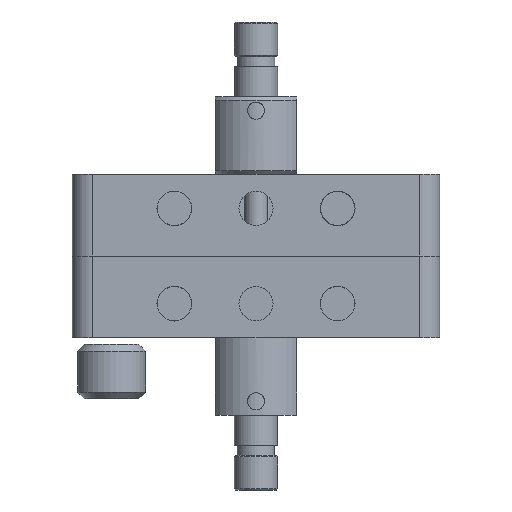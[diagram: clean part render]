
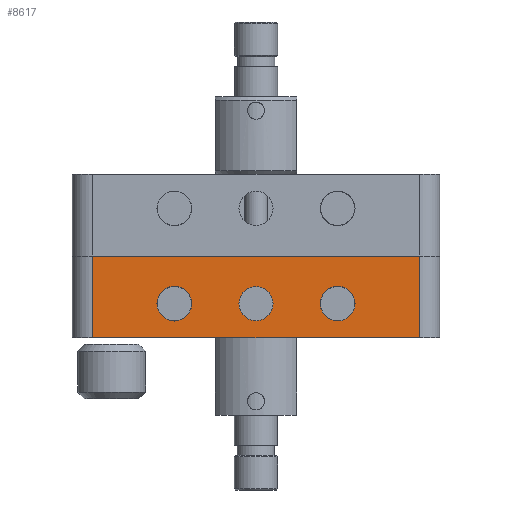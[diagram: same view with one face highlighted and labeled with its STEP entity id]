
A CAD part, front view. The second image highlights one B-rep face of the part: STEP entity #8617.
In plain terms, the highlighted planar face has unit normal (0, -1, 0).
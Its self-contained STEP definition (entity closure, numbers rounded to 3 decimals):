
#197 = PLANE ( 'NONE',  #15265 ) ;
#350 = LINE ( 'NONE', #13901, #8269 ) ;
#769 = CARTESIAN_POINT ( 'NONE',  ( -31.776, -25.133, 0. ) ) ;
#1012 = VERTEX_POINT ( 'NONE', #6604 ) ;
#1182 = ORIENTED_EDGE ( 'NONE', *, *, #13673, .T. ) ;
#1414 = ORIENTED_EDGE ( 'NONE', *, *, #16063, .F. ) ;
#1431 = CARTESIAN_POINT ( 'NONE',  ( -28.776, -25.133, 0. ) ) ;
#1504 = FACE_BOUND ( 'NONE', #7664, .T. ) ;
#1970 = CIRCLE ( 'NONE', #5038, 2.55 ) ;
#2056 = DIRECTION ( 'NONE',  ( 0., 0., 1. ) ) ;
#2458 = VERTEX_POINT ( 'NONE', #1431 ) ;
#2621 = DIRECTION ( 'NONE',  ( -1., 0., 0. ) ) ;
#2898 = FACE_BOUND ( 'NONE', #12601, .T. ) ;
#3255 = ORIENTED_EDGE ( 'NONE', *, *, #11633, .T. ) ;
#3577 = DIRECTION ( 'NONE',  ( -1., 0., 0. ) ) ;
#3973 = CIRCLE ( 'NONE', #10395, 2.55 ) ;
#4216 = DIRECTION ( 'NONE',  ( 1., 0., 0. ) ) ;
#5038 = AXIS2_PLACEMENT_3D ( 'NONE', #16292, #6957, #7046 ) ;
#5160 = CARTESIAN_POINT ( 'NONE',  ( 7.224, -25.133, -7. ) ) ;
#5280 = LINE ( 'NONE', #769, #12316 ) ;
#5524 = CARTESIAN_POINT ( 'NONE',  ( -31.776, -25.133, -12. ) ) ;
#5888 = CARTESIAN_POINT ( 'NONE',  ( -19.326, -25.133, -7. ) ) ;
#5956 = CARTESIAN_POINT ( 'NONE',  ( -28.776, -25.133, -12. ) ) ;
#5978 = VERTEX_POINT ( 'NONE', #5888 ) ;
#6022 = EDGE_CURVE ( 'NONE', #9334, #10936, #350, .T. ) ;
#6075 = VERTEX_POINT ( 'NONE', #16722 ) ;
#6283 = ORIENTED_EDGE ( 'NONE', *, *, #6022, .F. ) ;
#6361 = EDGE_CURVE ( 'NONE', #1012, #1012, #17191, .T. ) ;
#6604 = CARTESIAN_POINT ( 'NONE',  ( -4.776, -25.133, -4.5 ) ) ;
#6957 = DIRECTION ( 'NONE',  ( 0., -1., 0. ) ) ;
#7023 = CARTESIAN_POINT ( 'NONE',  ( 19.224, -25.133, -12. ) ) ;
#7046 = DIRECTION ( 'NONE',  ( -1., 0., 0. ) ) ;
#7280 = LINE ( 'NONE', #7023, #7465 ) ;
#7295 = EDGE_LOOP ( 'NONE', ( #7588 ) ) ;
#7338 = VECTOR ( 'NONE', #16963, 1000. ) ;
#7454 = LINE ( 'NONE', #5956, #7338 ) ;
#7465 = VECTOR ( 'NONE', #12437, 1000. ) ;
#7588 = ORIENTED_EDGE ( 'NONE', *, *, #6361, .F. ) ;
#7664 = EDGE_LOOP ( 'NONE', ( #12129 ) ) ;
#7992 = AXIS2_PLACEMENT_3D ( 'NONE', #8703, #8624, #2056 ) ;
#8150 = FACE_BOUND ( 'NONE', #7295, .T. ) ;
#8269 = VECTOR ( 'NONE', #12237, 1000. ) ;
#8617 = ADVANCED_FACE ( 'NONE', ( #8150, #2898, #1504, #12166 ), #197, .F. ) ;
#8624 = DIRECTION ( 'NONE',  ( 0., -1., 0. ) ) ;
#8703 = CARTESIAN_POINT ( 'NONE',  ( -4.776, -25.133, -7. ) ) ;
#9334 = VERTEX_POINT ( 'NONE', #10184 ) ;
#10184 = CARTESIAN_POINT ( 'NONE',  ( 19.224, -25.133, -12. ) ) ;
#10395 = AXIS2_PLACEMENT_3D ( 'NONE', #5160, #10663, #2621 ) ;
#10663 = DIRECTION ( 'NONE',  ( 0., -1., 0. ) ) ;
#10865 = DIRECTION ( 'NONE',  ( 0., 1., 0. ) ) ;
#10936 = VERTEX_POINT ( 'NONE', #16226 ) ;
#11088 = VERTEX_POINT ( 'NONE', #12829 ) ;
#11633 = EDGE_CURVE ( 'NONE', #9334, #11088, #7280, .T. ) ;
#12129 = ORIENTED_EDGE ( 'NONE', *, *, #12467, .F. ) ;
#12166 = FACE_OUTER_BOUND ( 'NONE', #13722, .T. ) ;
#12237 = DIRECTION ( 'NONE',  ( -1., 0., 0. ) ) ;
#12316 = VECTOR ( 'NONE', #3577, 1000. ) ;
#12437 = DIRECTION ( 'NONE',  ( 0., 0., 1. ) ) ;
#12467 = EDGE_CURVE ( 'NONE', #5978, #5978, #1970, .T. ) ;
#12601 = EDGE_LOOP ( 'NONE', ( #1414 ) ) ;
#12829 = CARTESIAN_POINT ( 'NONE',  ( 19.224, -25.133, 0. ) ) ;
#13673 = EDGE_CURVE ( 'NONE', #11088, #2458, #5280, .T. ) ;
#13722 = EDGE_LOOP ( 'NONE', ( #6283, #3255, #1182, #14968 ) ) ;
#13901 = CARTESIAN_POINT ( 'NONE',  ( -31.776, -25.133, -12. ) ) ;
#14968 = ORIENTED_EDGE ( 'NONE', *, *, #16821, .T. ) ;
#15265 = AXIS2_PLACEMENT_3D ( 'NONE', #5524, #10865, #4216 ) ;
#16063 = EDGE_CURVE ( 'NONE', #6075, #6075, #3973, .T. ) ;
#16226 = CARTESIAN_POINT ( 'NONE',  ( -28.776, -25.133, -12. ) ) ;
#16292 = CARTESIAN_POINT ( 'NONE',  ( -16.776, -25.133, -7. ) ) ;
#16722 = CARTESIAN_POINT ( 'NONE',  ( 4.674, -25.133, -7. ) ) ;
#16821 = EDGE_CURVE ( 'NONE', #2458, #10936, #7454, .T. ) ;
#16963 = DIRECTION ( 'NONE',  ( 0., 0., -1. ) ) ;
#17191 = CIRCLE ( 'NONE', #7992, 2.5 ) ;
